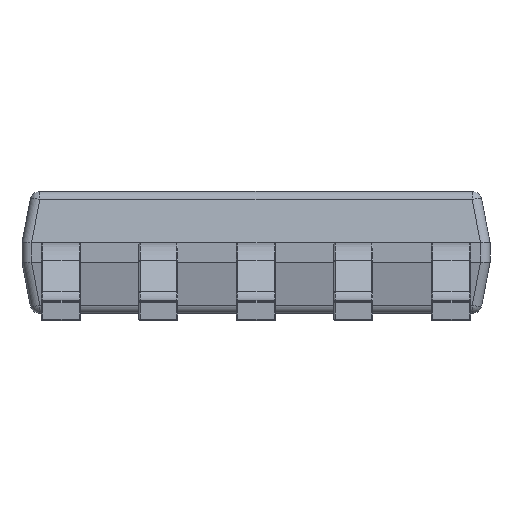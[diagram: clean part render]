
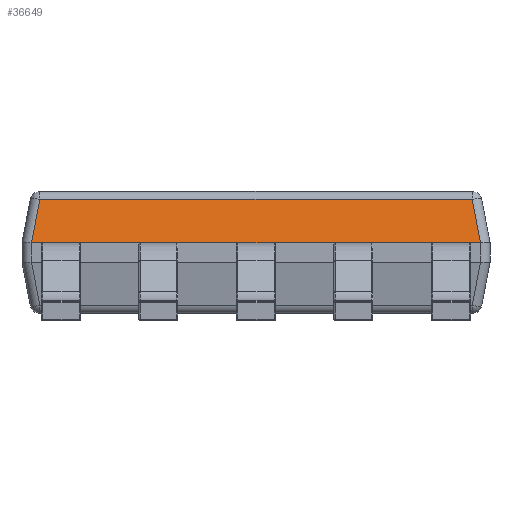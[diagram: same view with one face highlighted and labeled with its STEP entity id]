
A CAD part, left-side view. The second image highlights one B-rep face of the part: STEP entity #36649.
In plain terms, the highlighted planar face has unit normal (-0.982, 0, 0.187).
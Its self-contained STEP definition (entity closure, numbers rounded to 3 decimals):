
#2212 = ORIENTED_EDGE ( 'NONE', *, *, #26264, .T. ) ;
#2457 =( BOUNDED_CURVE ( )  B_SPLINE_CURVE ( 3, ( #41656, #16714, #24386, #41424 ),
 .UNSPECIFIED., .F., .F. ) 
 B_SPLINE_CURVE_WITH_KNOTS ( ( 4, 4 ),
 ( 0., 0.018 ),
 .UNSPECIFIED. ) 
 CURVE ( )  GEOMETRIC_REPRESENTATION_ITEM ( )  RATIONAL_B_SPLINE_CURVE ( ( 1., 1., 1., 1. ) ) 
 REPRESENTATION_ITEM ( '' )  );
#3740 = LINE ( 'NONE', #6721, #37207 ) ;
#4039 = CARTESIAN_POINT ( 'NONE',  ( -1.8, 0., 1.35 ) ) ;
#4697 = CARTESIAN_POINT ( 'NONE',  ( -1.9, -2.302, 0.825 ) ) ;
#5393 = VECTOR ( 'NONE', #15663, 1000. ) ;
#5972 = EDGE_CURVE ( 'NONE', #31785, #44180, #3740, .T. ) ;
#6623 = VERTEX_POINT ( 'NONE', #42351 ) ;
#6721 = CARTESIAN_POINT ( 'NONE',  ( -1.726, -2.127, 1.741 ) ) ;
#8806 = CARTESIAN_POINT ( 'NONE',  ( -1.9, 2.4, 0.825 ) ) ;
#9505 = PLANE ( 'NONE',  #44781 ) ;
#10654 = LINE ( 'NONE', #44895, #33105 ) ;
#12064 = VERTEX_POINT ( 'NONE', #24182 ) ;
#13076 = EDGE_LOOP ( 'NONE', ( #2212, #38203, #23191, #39580, #27829, #14261 ) ) ;
#13718 = CARTESIAN_POINT ( 'NONE',  ( -1.815, -2.217, 1.269 ) ) ;
#14261 = ORIENTED_EDGE ( 'NONE', *, *, #43502, .T. ) ;
#15663 = DIRECTION ( 'NONE',  ( 0., 1., 0. ) ) ;
#16714 = CARTESIAN_POINT ( 'NONE',  ( -1.9, -2.301, 0.825 ) ) ;
#17197 = EDGE_CURVE ( 'NONE', #42181, #38503, #27445, .T. ) ;
#19658 = DIRECTION ( 'NONE',  ( 0., 1., 0. ) ) ;
#20524 = DIRECTION ( 'NONE',  ( 0.184, 0.184, 0.966 ) ) ;
#20823 = DIRECTION ( 'NONE',  ( 0., 1., 0. ) ) ;
#21062 = DIRECTION ( 'NONE',  ( -0.184, 0.184, -0.966 ) ) ;
#23191 = ORIENTED_EDGE ( 'NONE', *, *, #37756, .F. ) ;
#24182 = CARTESIAN_POINT ( 'NONE',  ( -1.9, -2.3, 0.825 ) ) ;
#24386 = CARTESIAN_POINT ( 'NONE',  ( -1.9, -2.301, 0.825 ) ) ;
#25755 = VECTOR ( 'NONE', #19658, 1000. ) ;
#26264 = EDGE_CURVE ( 'NONE', #6623, #42181, #10654, .T. ) ;
#26486 = CARTESIAN_POINT ( 'NONE',  ( -1.9, 2.302, 0.825 ) ) ;
#26734 = FACE_OUTER_BOUND ( 'NONE', #13076, .T. ) ;
#27395 = DIRECTION ( 'NONE',  ( -0.982, 0., 0.187 ) ) ;
#27445 =( BOUNDED_CURVE ( )  B_SPLINE_CURVE ( 3, ( #26486, #44392, #36717, #43507 ),
 .UNSPECIFIED., .F., .T. ) 
 B_SPLINE_CURVE_WITH_KNOTS ( ( 4, 4 ),
 ( 6.266, 6.283 ),
 .UNSPECIFIED. ) 
 CURVE ( )  GEOMETRIC_REPRESENTATION_ITEM ( )  RATIONAL_B_SPLINE_CURVE ( ( 1., 1., 1., 1. ) ) 
 REPRESENTATION_ITEM ( '' )  );
#27829 = ORIENTED_EDGE ( 'NONE', *, *, #5972, .T. ) ;
#31785 = VERTEX_POINT ( 'NONE', #4697 ) ;
#33105 = VECTOR ( 'NONE', #21062, 1000. ) ;
#33509 = LINE ( 'NONE', #8806, #25755 ) ;
#33575 = CARTESIAN_POINT ( 'NONE',  ( -1.9, 2.3, 0.825 ) ) ;
#36302 = CARTESIAN_POINT ( 'NONE',  ( -1.815, 0., 1.269 ) ) ;
#36649 = ADVANCED_FACE ( 'NONE', ( #26734 ), #9505, .T. ) ;
#36717 = CARTESIAN_POINT ( 'NONE',  ( -1.9, 2.301, 0.825 ) ) ;
#37207 = VECTOR ( 'NONE', #20524, 1000. ) ;
#37756 = EDGE_CURVE ( 'NONE', #12064, #38503, #33509, .T. ) ;
#37804 = EDGE_CURVE ( 'NONE', #12064, #31785, #2457, .T. ) ;
#38203 = ORIENTED_EDGE ( 'NONE', *, *, #17197, .T. ) ;
#38503 = VERTEX_POINT ( 'NONE', #33575 ) ;
#39580 = ORIENTED_EDGE ( 'NONE', *, *, #37804, .T. ) ;
#41424 = CARTESIAN_POINT ( 'NONE',  ( -1.9, -2.302, 0.825 ) ) ;
#41656 = CARTESIAN_POINT ( 'NONE',  ( -1.9, -2.3, 0.825 ) ) ;
#41816 = CARTESIAN_POINT ( 'NONE',  ( -1.9, 2.302, 0.825 ) ) ;
#42181 = VERTEX_POINT ( 'NONE', #41816 ) ;
#42351 = CARTESIAN_POINT ( 'NONE',  ( -1.815, 2.217, 1.269 ) ) ;
#43502 = EDGE_CURVE ( 'NONE', #44180, #6623, #43772, .T. ) ;
#43507 = CARTESIAN_POINT ( 'NONE',  ( -1.9, 2.3, 0.825 ) ) ;
#43772 = LINE ( 'NONE', #36302, #5393 ) ;
#44180 = VERTEX_POINT ( 'NONE', #13718 ) ;
#44392 = CARTESIAN_POINT ( 'NONE',  ( -1.9, 2.301, 0.825 ) ) ;
#44781 = AXIS2_PLACEMENT_3D ( 'NONE', #4039, #27395, #20823 ) ;
#44895 = CARTESIAN_POINT ( 'NONE',  ( -1.726, 2.127, 1.741 ) ) ;
